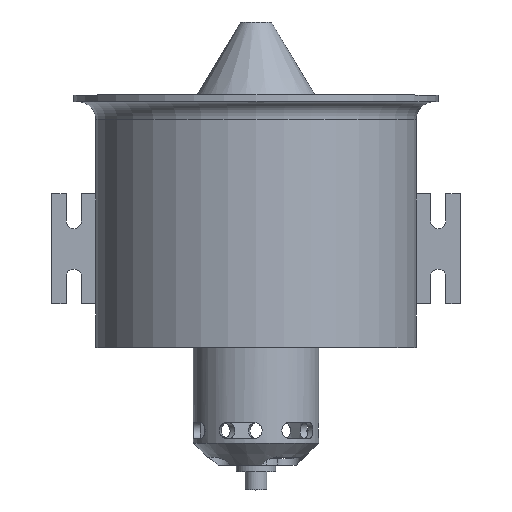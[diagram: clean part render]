
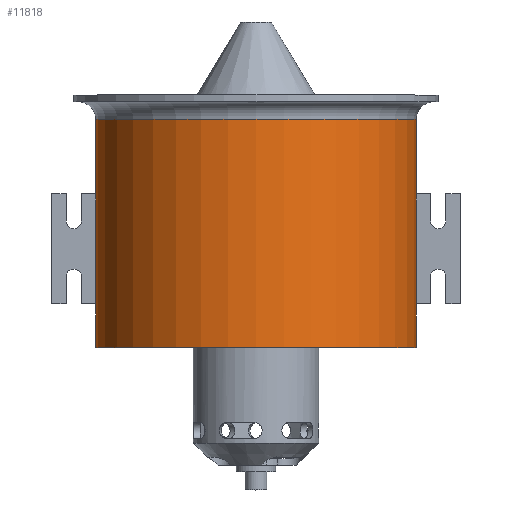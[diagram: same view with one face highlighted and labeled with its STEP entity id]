
A CAD part, top view. The second image highlights one B-rep face of the part: STEP entity #11818.
In plain terms, the highlighted cylindrical face has radius 36.5 mm (diameter 73 mm), a full revolution.
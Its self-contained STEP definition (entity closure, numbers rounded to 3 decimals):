
#148=FACE_BOUND('',#1401,.T.);
#740=FACE_OUTER_BOUND('',#1400,.T.);
#1400=EDGE_LOOP('',(#8320,#8321,#8322,#8323,#8324,#8325,#8326,#8327,#8328,
#8329,#8330,#8331,#8332));
#1401=EDGE_LOOP('',(#8333,#8334,#8335,#8336));
#2203=CIRCLE('',#12513,36.5);
#2204=CIRCLE('',#12520,36.5);
#2270=CIRCLE('',#12630,36.5);
#2277=CIRCLE('',#12640,36.5);
#2278=CIRCLE('',#12641,36.5);
#2281=CIRCLE('',#12646,36.5);
#2282=CIRCLE('',#12647,36.5);
#2283=CIRCLE('',#12648,36.5);
#2284=CIRCLE('',#12649,36.5);
#2899=LINE('',#17578,#3864);
#2910=LINE('',#17597,#3875);
#2977=LINE('',#18425,#3942);
#2978=LINE('',#18429,#3943);
#2979=LINE('',#18432,#3944);
#2980=LINE('',#18436,#3945);
#3864=VECTOR('',#13877,10.);
#3875=VECTOR('',#13894,10.);
#3942=VECTOR('',#14217,36.5);
#3943=VECTOR('',#14220,10.);
#3944=VECTOR('',#14223,36.5);
#3945=VECTOR('',#14226,10.);
#4845=VERTEX_POINT('',#17571);
#4846=VERTEX_POINT('',#17573);
#4847=VERTEX_POINT('',#17577);
#4852=VERTEX_POINT('',#17595);
#4954=VERTEX_POINT('',#18399);
#4960=VERTEX_POINT('',#18414);
#4961=VERTEX_POINT('',#18416);
#4963=VERTEX_POINT('',#18424);
#4964=VERTEX_POINT('',#18426);
#4965=VERTEX_POINT('',#18428);
#4966=VERTEX_POINT('',#18430);
#4967=VERTEX_POINT('',#18433);
#4968=VERTEX_POINT('',#18435);
#6066=EDGE_CURVE('',#4846,#4845,#2203,.T.);
#6068=EDGE_CURVE('',#4847,#4846,#2899,.T.);
#6079=EDGE_CURVE('',#4845,#4852,#2910,.T.);
#6080=EDGE_CURVE('',#4852,#4847,#2204,.T.);
#6241=EDGE_CURVE('',#4954,#4954,#2270,.T.);
#6248=EDGE_CURVE('',#4960,#4961,#2277,.T.);
#6249=EDGE_CURVE('',#4961,#4960,#2278,.T.);
#6252=EDGE_CURVE('',#4961,#4963,#2977,.T.);
#6253=EDGE_CURVE('',#4963,#4964,#2281,.T.);
#6254=EDGE_CURVE('',#4964,#4965,#2978,.T.);
#6255=EDGE_CURVE('',#4965,#4966,#2282,.T.);
#6256=EDGE_CURVE('',#4966,#4954,#2979,.T.);
#6257=EDGE_CURVE('',#4966,#4967,#2283,.T.);
#6258=EDGE_CURVE('',#4967,#4968,#2980,.T.);
#6259=EDGE_CURVE('',#4968,#4963,#2284,.T.);
#8320=ORIENTED_EDGE('',*,*,#6249,.F.);
#8321=ORIENTED_EDGE('',*,*,#6252,.T.);
#8322=ORIENTED_EDGE('',*,*,#6253,.T.);
#8323=ORIENTED_EDGE('',*,*,#6254,.T.);
#8324=ORIENTED_EDGE('',*,*,#6255,.T.);
#8325=ORIENTED_EDGE('',*,*,#6256,.T.);
#8326=ORIENTED_EDGE('',*,*,#6241,.T.);
#8327=ORIENTED_EDGE('',*,*,#6256,.F.);
#8328=ORIENTED_EDGE('',*,*,#6257,.T.);
#8329=ORIENTED_EDGE('',*,*,#6258,.T.);
#8330=ORIENTED_EDGE('',*,*,#6259,.T.);
#8331=ORIENTED_EDGE('',*,*,#6252,.F.);
#8332=ORIENTED_EDGE('',*,*,#6248,.F.);
#8333=ORIENTED_EDGE('',*,*,#6068,.T.);
#8334=ORIENTED_EDGE('',*,*,#6066,.T.);
#8335=ORIENTED_EDGE('',*,*,#6079,.T.);
#8336=ORIENTED_EDGE('',*,*,#6080,.T.);
#11597=CYLINDRICAL_SURFACE('',#12645,36.5);
#11818=ADVANCED_FACE('',(#740,#148),#11597,.T.);
#12513=AXIS2_PLACEMENT_3D('',#17574,#13872,#13873);
#12520=AXIS2_PLACEMENT_3D('',#17600,#13899,#13900);
#12630=AXIS2_PLACEMENT_3D('',#18400,#14185,#14186);
#12640=AXIS2_PLACEMENT_3D('',#18417,#14205,#14206);
#12641=AXIS2_PLACEMENT_3D('',#18418,#14207,#14208);
#12645=AXIS2_PLACEMENT_3D('',#18423,#14215,#14216);
#12646=AXIS2_PLACEMENT_3D('',#18427,#14218,#14219);
#12647=AXIS2_PLACEMENT_3D('',#18431,#14221,#14222);
#12648=AXIS2_PLACEMENT_3D('',#18434,#14224,#14225);
#12649=AXIS2_PLACEMENT_3D('',#18437,#14227,#14228);
#13872=DIRECTION('center_axis',(0.,1.,0.));
#13873=DIRECTION('ref_axis',(1.,0.,0.));
#13877=DIRECTION('',(0.,1.,0.));
#13894=DIRECTION('',(0.,-1.,0.));
#13899=DIRECTION('center_axis',(0.,-1.,0.));
#13900=DIRECTION('ref_axis',(1.,0.,0.));
#14185=DIRECTION('center_axis',(0.,1.,0.));
#14186=DIRECTION('ref_axis',(1.,0.,0.));
#14205=DIRECTION('center_axis',(0.,1.,0.));
#14206=DIRECTION('ref_axis',(1.,0.,0.));
#14207=DIRECTION('center_axis',(0.,1.,0.));
#14208=DIRECTION('ref_axis',(1.,0.,0.));
#14215=DIRECTION('center_axis',(0.,1.,0.));
#14216=DIRECTION('ref_axis',(1.,0.,0.));
#14217=DIRECTION('',(0.,-1.,0.));
#14218=DIRECTION('center_axis',(0.,1.,0.));
#14219=DIRECTION('ref_axis',(-1.,0.,0.));
#14220=DIRECTION('',(0.,-1.,0.));
#14221=DIRECTION('center_axis',(0.,-1.,0.));
#14222=DIRECTION('ref_axis',(-1.,0.,0.));
#14223=DIRECTION('',(0.,-1.,0.));
#14224=DIRECTION('center_axis',(0.,-1.,0.));
#14225=DIRECTION('ref_axis',(-1.,0.,0.));
#14226=DIRECTION('',(0.,1.,0.));
#14227=DIRECTION('center_axis',(0.,1.,0.));
#14228=DIRECTION('ref_axis',(-1.,0.,0.));
#17571=CARTESIAN_POINT('',(36.464,35.,-1.625));
#17573=CARTESIAN_POINT('',(36.464,35.,1.625));
#17574=CARTESIAN_POINT('Origin',(0.,35.,0.));
#17577=CARTESIAN_POINT('',(36.464,10.,1.625));
#17578=CARTESIAN_POINT('',(36.464,0.,1.625));
#17595=CARTESIAN_POINT('',(36.464,10.,-1.625));
#17597=CARTESIAN_POINT('',(36.464,0.,-1.625));
#17600=CARTESIAN_POINT('Origin',(0.,10.,0.));
#18399=CARTESIAN_POINT('',(-36.5,0.,0.));
#18400=CARTESIAN_POINT('Origin',(0.,0.,0.));
#18414=CARTESIAN_POINT('',(0.,52.,36.5));
#18416=CARTESIAN_POINT('',(-36.5,52.,0.));
#18417=CARTESIAN_POINT('Origin',(0.,52.,0.));
#18418=CARTESIAN_POINT('Origin',(0.,52.,0.));
#18423=CARTESIAN_POINT('Origin',(0.,0.,0.));
#18424=CARTESIAN_POINT('',(-36.5,35.,0.));
#18425=CARTESIAN_POINT('',(-36.5,0.,0.));
#18426=CARTESIAN_POINT('',(-36.464,35.,1.625));
#18427=CARTESIAN_POINT('Origin',(0.,35.,0.));
#18428=CARTESIAN_POINT('',(-36.464,10.,1.625));
#18429=CARTESIAN_POINT('',(-36.464,0.,1.625));
#18430=CARTESIAN_POINT('',(-36.5,10.,0.));
#18431=CARTESIAN_POINT('Origin',(0.,10.,0.));
#18432=CARTESIAN_POINT('',(-36.5,0.,0.));
#18433=CARTESIAN_POINT('',(-36.464,10.,-1.625));
#18434=CARTESIAN_POINT('Origin',(0.,10.,0.));
#18435=CARTESIAN_POINT('',(-36.464,35.,-1.625));
#18436=CARTESIAN_POINT('',(-36.464,0.,-1.625));
#18437=CARTESIAN_POINT('Origin',(0.,35.,0.));
